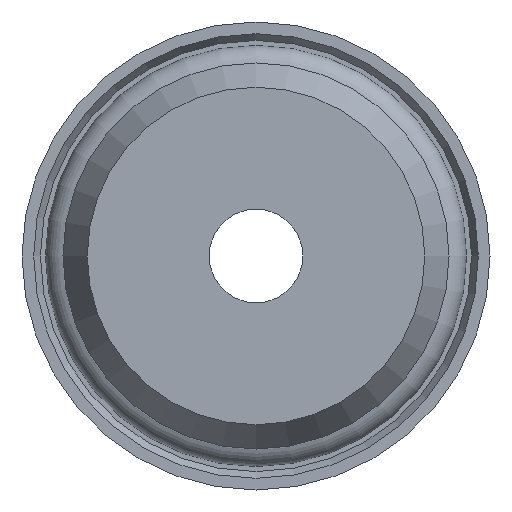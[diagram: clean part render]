
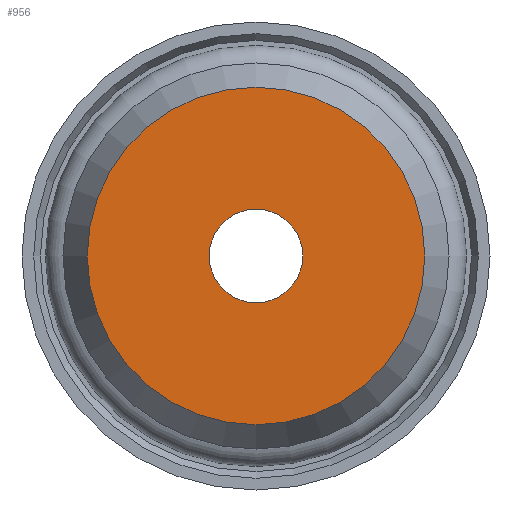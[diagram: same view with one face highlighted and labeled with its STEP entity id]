
A CAD part, front view. The second image highlights one B-rep face of the part: STEP entity #956.
In plain terms, the highlighted planar face has unit normal (0, -1, 0).
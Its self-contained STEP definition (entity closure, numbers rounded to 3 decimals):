
#188=ORIENTED_EDGE('',*,*,#318,.T.);
#189=ORIENTED_EDGE('',*,*,#319,.F.);
#318=EDGE_CURVE('',#380,#380,#408,.T.);
#319=EDGE_CURVE('',#381,#381,#409,.T.);
#380=VERTEX_POINT('',#1426);
#381=VERTEX_POINT('',#1428);
#408=CIRCLE('',#1021,7.211);
#409=CIRCLE('',#1022,2.);
#454=EDGE_LOOP('',(#188));
#455=EDGE_LOOP('',(#189));
#530=FACE_BOUND('',#454,.T.);
#531=FACE_BOUND('',#455,.T.);
#600=PLANE('',#1020);
#956=ADVANCED_FACE('',(#530,#531),#600,.T.);
#1020=AXIS2_PLACEMENT_3D('',#1424,#1163,#1164);
#1021=AXIS2_PLACEMENT_3D('',#1425,#1165,#1166);
#1022=AXIS2_PLACEMENT_3D('',#1427,#1167,#1168);
#1163=DIRECTION('',(0.,-1.,0.));
#1164=DIRECTION('',(0.,0.,-1.));
#1165=DIRECTION('',(0.,-1.,0.));
#1166=DIRECTION('',(0.,0.,-1.));
#1167=DIRECTION('',(0.,-1.,0.));
#1168=DIRECTION('',(0.,0.,-1.));
#1424=CARTESIAN_POINT('',(0.,0.,0.));
#1425=CARTESIAN_POINT('',(0.,0.,0.));
#1426=CARTESIAN_POINT('',(0.,0.,-7.211));
#1427=CARTESIAN_POINT('',(0.,0.,0.));
#1428=CARTESIAN_POINT('',(0.,0.,-2.));
